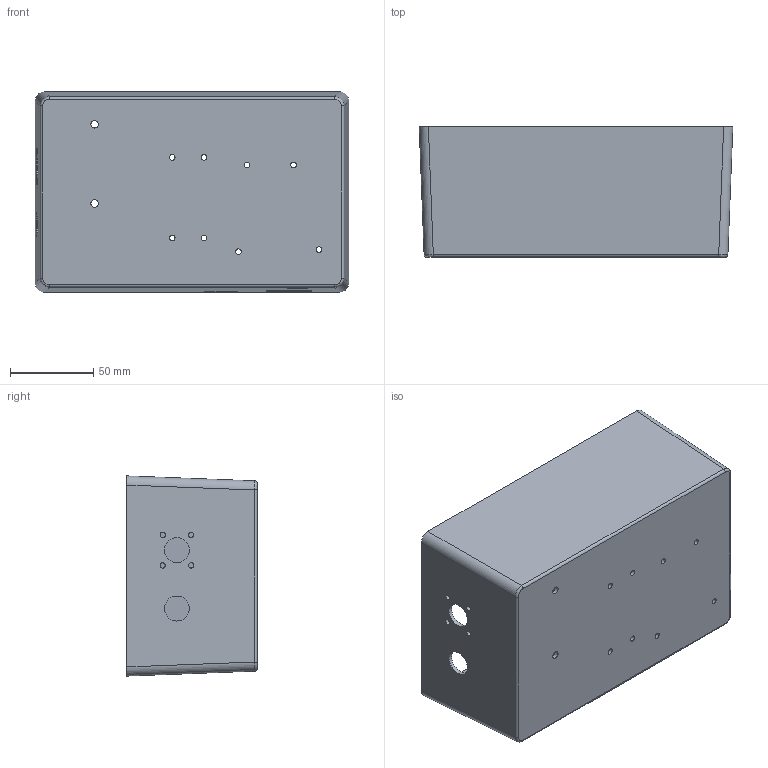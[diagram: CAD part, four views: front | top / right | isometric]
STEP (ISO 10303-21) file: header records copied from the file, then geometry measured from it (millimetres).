
FILE_DESCRIPTION(/* description */ (''),/* implementation_level */ '2;1');
FILE_NAME(/* name */ '1590E.stp',/* time_stamp */ '2020-10-01T17:30:06-04:00',/* author */ ('Eric'),/* organization */ (''),/* preprocessor_version */ 'ST-DEVELOPER v18.1',/* originating_system */ 'Autodesk Inventor 2021',/* authorisation */ '');
FILE_SCHEMA (('AUTOMOTIVE_DESIGN { 1 0 10303 214 3 1 1 }'));
Length unit declared in the file: millimetre
Products named in the file (2): 1590E; 1590E BOX
Assembly tree (1 placements, depth 2):
  1590E
    1590E BOX
Bounding box: 188 x 78 x 120 mm (x, y, z)
Volume: 163626.8 mm3; surface area: 130797.7 mm2
Topology: 1 solids, 1 shells, 323 faces, 869 edges, 576 vertices
Faces by surface type: plane 162, bspline 95, cylinder 54, torus 6, cone 6
Full cylindrical faces by diameter (mm): 2.642 x6, 3.264 x4, 3.4 x8, 4 x6, 4.5 x2, 15 x2
Entity records: 11614 total; most frequent: CARTESIAN_POINT 3807, ORIENTED_EDGE 1730, DIRECTION 1327, EDGE_CURVE 865, VERTEX_POINT 574, LINE 505, VECTOR 505, AXIS2_PLACEMENT_3D 411
